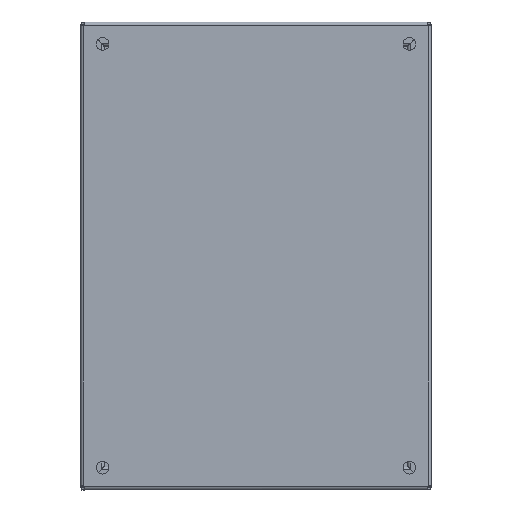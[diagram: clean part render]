
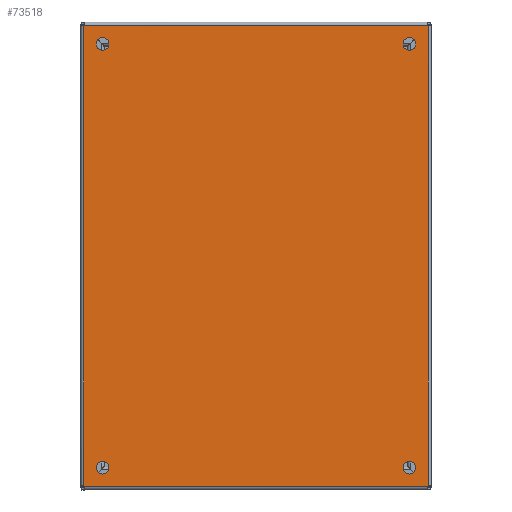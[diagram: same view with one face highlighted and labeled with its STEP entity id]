
A CAD part, top view. The second image highlights one B-rep face of the part: STEP entity #73518.
In plain terms, the highlighted planar face has unit normal (0, 0, 1).
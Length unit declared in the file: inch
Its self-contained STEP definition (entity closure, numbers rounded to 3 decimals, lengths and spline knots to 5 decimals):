
#51 = AXIS2_PLACEMENT_3D ( 'NONE', #34463, #15068, #53134 ) ;
#1004 = ORIENTED_EDGE ( 'NONE', *, *, #19894, .T. ) ;
#1562 = EDGE_CURVE ( 'NONE', #50477, #50477, #51566, .T. ) ;
#1902 = EDGE_LOOP ( 'NONE', ( #3401 ) ) ;
#2184 = CARTESIAN_POINT ( 'NONE',  ( 11.76975, -0.00777, 8.9175 ) ) ;
#3401 = ORIENTED_EDGE ( 'NONE', *, *, #65816, .T. ) ;
#3665 = DIRECTION ( 'NONE',  ( -1., 0., 0. ) ) ;
#4891 = LINE ( 'NONE', #30825, #79228 ) ;
#4974 = DIRECTION ( 'NONE',  ( -1., 0., 0. ) ) ;
#5086 = CARTESIAN_POINT ( 'NONE',  ( -0.06289, -0.06289, 8.9175 ) ) ;
#5329 = DIRECTION ( 'NONE',  ( 0., 1., 0. ) ) ;
#5954 = ORIENTED_EDGE ( 'NONE', *, *, #9924, .T. ) ;
#6598 = CARTESIAN_POINT ( 'NONE',  ( 10.90625, 15.125, 8.9175 ) ) ;
#7197 = EDGE_CURVE ( 'NONE', #38267, #23786, #58332, .T. ) ;
#7834 = VERTEX_POINT ( 'NONE', #2184 ) ;
#8010 = CARTESIAN_POINT ( 'NONE',  ( -0.00777, 15.76975, 8.9175 ) ) ;
#8428 = FACE_BOUND ( 'NONE', #55069, .T. ) ;
#9413 = CARTESIAN_POINT ( 'NONE',  ( -0.00777, -0.01975, 8.9175 ) ) ;
#9727 = DIRECTION ( 'NONE',  ( 0., 0., -1. ) ) ;
#9924 = EDGE_CURVE ( 'NONE', #33483, #33483, #50430, .T. ) ;
#10140 = CIRCLE ( 'NONE', #69984, 0.07 ) ;
#11149 = ORIENTED_EDGE ( 'NONE', *, *, #1562, .T. ) ;
#11585 = EDGE_CURVE ( 'NONE', #68214, #45672, #10140, .T. ) ;
#12637 = DIRECTION ( 'NONE',  ( 0., 0., -1. ) ) ;
#13009 = EDGE_LOOP ( 'NONE', ( #5954 ) ) ;
#13118 = EDGE_CURVE ( 'NONE', #68268, #68268, #25539, .T. ) ;
#14589 = EDGE_CURVE ( 'NONE', #59690, #55330, #27144, .T. ) ;
#15068 = DIRECTION ( 'NONE',  ( 0., 0., -1. ) ) ;
#15141 = EDGE_CURVE ( 'NONE', #59690, #45672, #23973, .T. ) ;
#15482 = PLANE ( 'NONE',  #37637 ) ;
#16370 = FACE_BOUND ( 'NONE', #66600, .T. ) ;
#16907 = CARTESIAN_POINT ( 'NONE',  ( 5.875, 7.875, 8.9175 ) ) ;
#18942 = VECTOR ( 'NONE', #22800, 39.37008 ) ;
#18952 = EDGE_CURVE ( 'NONE', #38727, #23786, #33843, .T. ) ;
#19251 = DIRECTION ( 'NONE',  ( 0., 0., -1. ) ) ;
#19894 = EDGE_CURVE ( 'NONE', #38727, #7834, #55451, .T. ) ;
#20370 = DIRECTION ( 'NONE',  ( 1., 0., 0. ) ) ;
#21046 = VECTOR ( 'NONE', #23777, 39.37008 ) ;
#22800 = DIRECTION ( 'NONE',  ( 0., -1., 0. ) ) ;
#23777 = DIRECTION ( 'NONE',  ( 1., 0., 0. ) ) ;
#23786 = VERTEX_POINT ( 'NONE', #9413 ) ;
#23973 = LINE ( 'NONE', #61762, #21046 ) ;
#25539 = CIRCLE ( 'NONE', #69616, 0.21875 ) ;
#25676 = CARTESIAN_POINT ( 'NONE',  ( 11.81289, -0.06289, 8.9175 ) ) ;
#25892 = CARTESIAN_POINT ( 'NONE',  ( -0.06289, 15.81289, 8.9175 ) ) ;
#27144 = CIRCLE ( 'NONE', #68169, 0.07 ) ;
#27921 = AXIS2_PLACEMENT_3D ( 'NONE', #30288, #42189, #49453 ) ;
#28897 = AXIS2_PLACEMENT_3D ( 'NONE', #35198, #9727, #53855 ) ;
#30032 = DIRECTION ( 'NONE',  ( 0., 0., -1. ) ) ;
#30288 = CARTESIAN_POINT ( 'NONE',  ( 11.125, 0.625, 8.9175 ) ) ;
#30825 = CARTESIAN_POINT ( 'NONE',  ( -0.01975, 7.875, 8.9175 ) ) ;
#31263 = FACE_OUTER_BOUND ( 'NONE', #50256, .T. ) ;
#32681 = CARTESIAN_POINT ( 'NONE',  ( 10.90625, 0.625, 8.9175 ) ) ;
#33483 = VERTEX_POINT ( 'NONE', #6598 ) ;
#33843 = LINE ( 'NONE', #48811, #47811 ) ;
#34463 = CARTESIAN_POINT ( 'NONE',  ( 0.625, 0.625, 8.9175 ) ) ;
#34750 = DIRECTION ( 'NONE',  ( 0., 0., -1. ) ) ;
#35198 = CARTESIAN_POINT ( 'NONE',  ( 11.125, 15.125, 8.9175 ) ) ;
#35758 = CARTESIAN_POINT ( 'NONE',  ( 0.625, 15.125, 8.9175 ) ) ;
#37408 = EDGE_CURVE ( 'NONE', #38267, #55330, #4891, .T. ) ;
#37637 = AXIS2_PLACEMENT_3D ( 'NONE', #16907, #67922, #61272 ) ;
#38177 = ORIENTED_EDGE ( 'NONE', *, *, #7197, .T. ) ;
#38267 = VERTEX_POINT ( 'NONE', #56766 ) ;
#38727 = VERTEX_POINT ( 'NONE', #81634 ) ;
#38898 = LINE ( 'NONE', #61314, #18942 ) ;
#39862 = CARTESIAN_POINT ( 'NONE',  ( 11.75777, 15.76975, 8.9175 ) ) ;
#42189 = DIRECTION ( 'NONE',  ( 0., 0., -1. ) ) ;
#42495 = DIRECTION ( 'NONE',  ( 1., 0., 0. ) ) ;
#45131 = VERTEX_POINT ( 'NONE', #32681 ) ;
#45672 = VERTEX_POINT ( 'NONE', #39862 ) ;
#46745 = EDGE_CURVE ( 'NONE', #68214, #7834, #38898, .T. ) ;
#47811 = VECTOR ( 'NONE', #4974, 39.37008 ) ;
#47934 = ORIENTED_EDGE ( 'NONE', *, *, #11585, .T. ) ;
#48811 = CARTESIAN_POINT ( 'NONE',  ( 5.875, -0.01975, 8.9175 ) ) ;
#49453 = DIRECTION ( 'NONE',  ( -1., 0., 0. ) ) ;
#49975 = AXIS2_PLACEMENT_3D ( 'NONE', #5086, #30032, #42495 ) ;
#50256 = EDGE_LOOP ( 'NONE', ( #1004, #65740, #47934, #57976, #68822, #52763, #38177, #64195 ) ) ;
#50430 = CIRCLE ( 'NONE', #28897, 0.21875 ) ;
#50477 = VERTEX_POINT ( 'NONE', #80910 ) ;
#51566 = CIRCLE ( 'NONE', #51, 0.21875 ) ;
#52432 = ORIENTED_EDGE ( 'NONE', *, *, #13118, .T. ) ;
#52763 = ORIENTED_EDGE ( 'NONE', *, *, #37408, .F. ) ;
#53134 = DIRECTION ( 'NONE',  ( -1., 0., 0. ) ) ;
#53855 = DIRECTION ( 'NONE',  ( -1., 0., 0. ) ) ;
#54458 = AXIS2_PLACEMENT_3D ( 'NONE', #25676, #12637, #56992 ) ;
#55069 = EDGE_LOOP ( 'NONE', ( #11149 ) ) ;
#55330 = VERTEX_POINT ( 'NONE', #63437 ) ;
#55451 = CIRCLE ( 'NONE', #54458, 0.07 ) ;
#55537 = CARTESIAN_POINT ( 'NONE',  ( 11.76975, 15.75777, 8.9175 ) ) ;
#56766 = CARTESIAN_POINT ( 'NONE',  ( -0.01975, -0.00777, 8.9175 ) ) ;
#56992 = DIRECTION ( 'NONE',  ( 1., 0., 0. ) ) ;
#57976 = ORIENTED_EDGE ( 'NONE', *, *, #15141, .F. ) ;
#58332 = CIRCLE ( 'NONE', #49975, 0.07 ) ;
#59690 = VERTEX_POINT ( 'NONE', #8010 ) ;
#61272 = DIRECTION ( 'NONE',  ( -1., 0., 0. ) ) ;
#61314 = CARTESIAN_POINT ( 'NONE',  ( 11.76975, 7.875, 8.9175 ) ) ;
#61762 = CARTESIAN_POINT ( 'NONE',  ( 5.875, 15.76975, 8.9175 ) ) ;
#63437 = CARTESIAN_POINT ( 'NONE',  ( -0.01975, 15.75777, 8.9175 ) ) ;
#63729 = CARTESIAN_POINT ( 'NONE',  ( 0.40625, 15.125, 8.9175 ) ) ;
#64195 = ORIENTED_EDGE ( 'NONE', *, *, #18952, .F. ) ;
#65740 = ORIENTED_EDGE ( 'NONE', *, *, #46745, .F. ) ;
#65816 = EDGE_CURVE ( 'NONE', #45131, #45131, #68038, .T. ) ;
#66600 = EDGE_LOOP ( 'NONE', ( #52432 ) ) ;
#67922 = DIRECTION ( 'NONE',  ( 0., 0., -1. ) ) ;
#68038 = CIRCLE ( 'NONE', #27921, 0.21875 ) ;
#68169 = AXIS2_PLACEMENT_3D ( 'NONE', #25892, #19251, #20370 ) ;
#68214 = VERTEX_POINT ( 'NONE', #55537 ) ;
#68268 = VERTEX_POINT ( 'NONE', #63729 ) ;
#68822 = ORIENTED_EDGE ( 'NONE', *, *, #14589, .T. ) ;
#69616 = AXIS2_PLACEMENT_3D ( 'NONE', #35758, #79331, #3665 ) ;
#69984 = AXIS2_PLACEMENT_3D ( 'NONE', #72261, #34750, #71994 ) ;
#71994 = DIRECTION ( 'NONE',  ( 1., 0., 0. ) ) ;
#72261 = CARTESIAN_POINT ( 'NONE',  ( 11.81289, 15.81289, 8.9175 ) ) ;
#73518 = ADVANCED_FACE ( 'NONE', ( #16370, #81815, #8428, #80810, #31263 ), #15482, .F. ) ;
#79228 = VECTOR ( 'NONE', #5329, 39.37008 ) ;
#79331 = DIRECTION ( 'NONE',  ( 0., 0., -1. ) ) ;
#80810 = FACE_BOUND ( 'NONE', #1902, .T. ) ;
#80910 = CARTESIAN_POINT ( 'NONE',  ( 0.40625, 0.625, 8.9175 ) ) ;
#81634 = CARTESIAN_POINT ( 'NONE',  ( 11.75777, -0.01975, 8.9175 ) ) ;
#81815 = FACE_BOUND ( 'NONE', #13009, .T. ) ;
